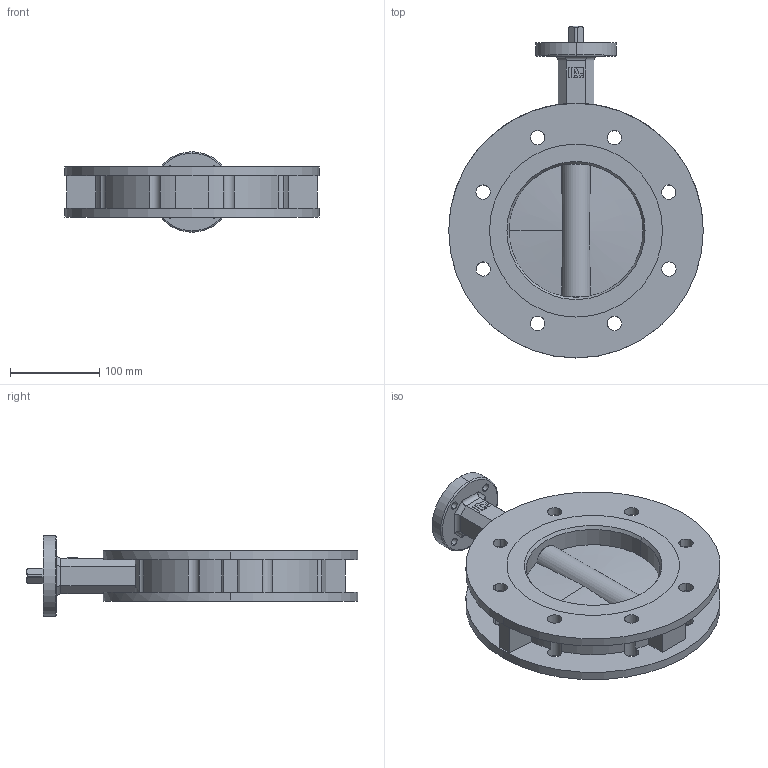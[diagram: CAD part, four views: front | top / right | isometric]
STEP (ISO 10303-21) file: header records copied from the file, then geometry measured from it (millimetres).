
FILE_DESCRIPTION (( 'STEP AP214' ), '1' );
FILE_NAME ('D40150._1.step', '2013-07-30T15:13:47', ( 'mbuehlmann' ), ( '' ), 'SwSTEP 2.0', 'SolidWorks 2012', '' );
FILE_SCHEMA (( 'AUTOMOTIVE_DESIGN' ));
Length unit declared in the file: millimetre
Products named in the file (6): ia-Logo12_ia-Logo12; ia-scheibe250_ia-scheibe150; ia-Dichtungbasic_Dichtung150; ia-4kt_ia-4kt150; BO.D40150._1; D40150._1
Assembly tree (5 placements, depth 2):
  D40150._1
    BO.D40150._1
    ia-4kt_ia-4kt150
    ia-Dichtungbasic_Dichtung150
    ia-scheibe250_ia-scheibe150
    ia-Logo12_ia-Logo12
Bounding box: 285 x 371.5 x 90 mm (x, y, z)
Volume: 2045990.4 mm3; surface area: 364249.9 mm2
Topology: 5 solids, 5 shells, 161 faces, 475 edges, 308 vertices
Faces by surface type: cylinder 73, plane 58, cone 16, torus 12, sphere 2
Entity records: 5929 total; most frequent: CARTESIAN_POINT 1244, DIRECTION 969, ORIENTED_EDGE 944, EDGE_CURVE 472, AXIS2_PLACEMENT_3D 374, VERTEX_POINT 307, LINE 221, VECTOR 221
